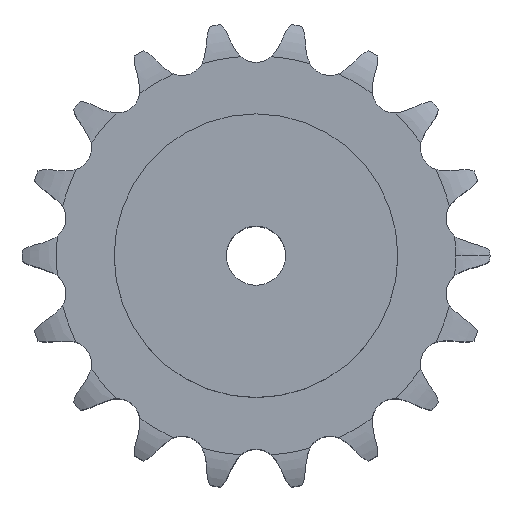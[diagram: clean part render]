
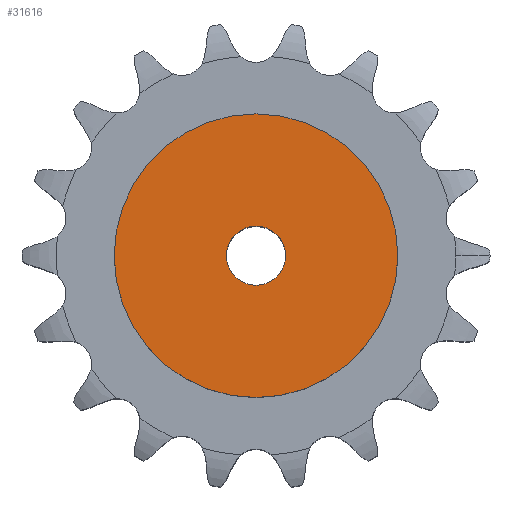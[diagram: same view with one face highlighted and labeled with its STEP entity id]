
A CAD part, top view. The second image highlights one B-rep face of the part: STEP entity #31616.
In plain terms, the highlighted planar face has unit normal (0, 0, 1).
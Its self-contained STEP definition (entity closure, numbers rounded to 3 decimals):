
#17136 = CYLINDRICAL_SURFACE('',#17137,12.5);
#17137 = AXIS2_PLACEMENT_3D('',#17138,#17139,#17140);
#17138 = CARTESIAN_POINT('',(0.,0.,328.184));
#17139 = DIRECTION('',(0.,0.,1.));
#17140 = DIRECTION('',(1.,0.,0.));
#21728 = EDGE_CURVE('',#21729,#21729,#21731,.T.);
#21729 = VERTEX_POINT('',#21730);
#21730 = CARTESIAN_POINT('',(12.5,0.,115.));
#21731 = SURFACE_CURVE('',#21732,(#21737,#21744),.PCURVE_S1.);
#21732 = CIRCLE('',#21733,12.5);
#21733 = AXIS2_PLACEMENT_3D('',#21734,#21735,#21736);
#21734 = CARTESIAN_POINT('',(0.,0.,115.));
#21735 = DIRECTION('',(0.,0.,1.));
#21736 = DIRECTION('',(1.,0.,0.));
#21737 = PCURVE('',#17136,#21738);
#21738 = DEFINITIONAL_REPRESENTATION('',(#21739),#21743);
#21739 = LINE('',#21740,#21741);
#21740 = CARTESIAN_POINT('',(0.,-213.184));
#21741 = VECTOR('',#21742,1.);
#21742 = DIRECTION('',(1.,0.));
#21743 = ( GEOMETRIC_REPRESENTATION_CONTEXT(2) 
PARAMETRIC_REPRESENTATION_CONTEXT() REPRESENTATION_CONTEXT('2D SPACE',''
  ) );
#21744 = PCURVE('',#21745,#21750);
#21745 = PLANE('',#21746);
#21746 = AXIS2_PLACEMENT_3D('',#21747,#21748,#21749);
#21747 = CARTESIAN_POINT('',(0.,0.,115.
    ));
#21748 = DIRECTION('',(0.,0.,1.));
#21749 = DIRECTION('',(1.,0.,0.));
#21750 = DEFINITIONAL_REPRESENTATION('',(#21751),#21755);
#21751 = CIRCLE('',#21752,12.5);
#21752 = AXIS2_PLACEMENT_2D('',#21753,#21754);
#21753 = CARTESIAN_POINT('',(0.,0.));
#21754 = DIRECTION('',(1.,0.));
#21755 = ( GEOMETRIC_REPRESENTATION_CONTEXT(2) 
PARAMETRIC_REPRESENTATION_CONTEXT() REPRESENTATION_CONTEXT('2D SPACE',''
  ) );
#31616 = ADVANCED_FACE('',(#31617,#31648),#21745,.T.);
#31617 = FACE_BOUND('',#31618,.T.);
#31618 = EDGE_LOOP('',(#31619));
#31619 = ORIENTED_EDGE('',*,*,#31620,.T.);
#31620 = EDGE_CURVE('',#31621,#31621,#31623,.T.);
#31621 = VERTEX_POINT('',#31622);
#31622 = CARTESIAN_POINT('',(60.,0.,115.));
#31623 = SURFACE_CURVE('',#31624,(#31629,#31636),.PCURVE_S1.);
#31624 = CIRCLE('',#31625,60.);
#31625 = AXIS2_PLACEMENT_3D('',#31626,#31627,#31628);
#31626 = CARTESIAN_POINT('',(0.,0.,115.));
#31627 = DIRECTION('',(0.,0.,1.));
#31628 = DIRECTION('',(1.,0.,0.));
#31629 = PCURVE('',#21745,#31630);
#31630 = DEFINITIONAL_REPRESENTATION('',(#31631),#31635);
#31631 = CIRCLE('',#31632,60.);
#31632 = AXIS2_PLACEMENT_2D('',#31633,#31634);
#31633 = CARTESIAN_POINT('',(0.,0.));
#31634 = DIRECTION('',(1.,0.));
#31635 = ( GEOMETRIC_REPRESENTATION_CONTEXT(2) 
PARAMETRIC_REPRESENTATION_CONTEXT() REPRESENTATION_CONTEXT('2D SPACE',''
  ) );
#31636 = PCURVE('',#31637,#31642);
#31637 = CYLINDRICAL_SURFACE('',#31638,60.);
#31638 = AXIS2_PLACEMENT_3D('',#31639,#31640,#31641);
#31639 = CARTESIAN_POINT('',(0.,0.,0.));
#31640 = DIRECTION('',(-0.,-0.,-1.));
#31641 = DIRECTION('',(1.,0.,0.));
#31642 = DEFINITIONAL_REPRESENTATION('',(#31643),#31647);
#31643 = LINE('',#31644,#31645);
#31644 = CARTESIAN_POINT('',(-0.,-115.));
#31645 = VECTOR('',#31646,1.);
#31646 = DIRECTION('',(-1.,0.));
#31647 = ( GEOMETRIC_REPRESENTATION_CONTEXT(2) 
PARAMETRIC_REPRESENTATION_CONTEXT() REPRESENTATION_CONTEXT('2D SPACE',''
  ) );
#31648 = FACE_BOUND('',#31649,.T.);
#31649 = EDGE_LOOP('',(#31650));
#31650 = ORIENTED_EDGE('',*,*,#21728,.F.);
